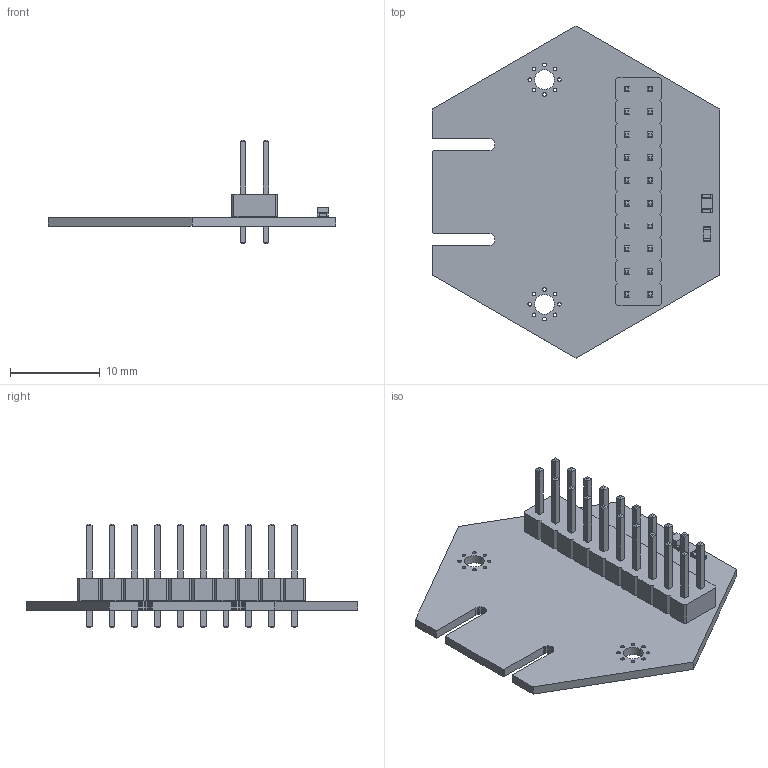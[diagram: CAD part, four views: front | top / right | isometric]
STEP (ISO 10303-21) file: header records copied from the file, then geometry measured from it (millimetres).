
FILE_DESCRIPTION(('KiCad electronic assembly'),'2;1');
FILE_NAME('hexpansion.step','2024-01-03T18:01:35',('Pcbnew'),('Kicad'), 'Open CASCADE STEP processor 7.5','KiCad to STEP converter','Unknown' );
FILE_SCHEMA(('AUTOMOTIVE_DESIGN { 1 0 10303 214 1 1 1 1 }'));
Length unit declared in the file: millimetre
Products named in the file (8): hexpansion 1; LED_0805_2012Metric; SOLID; PinHeader_2x10_P2.54mm_Vertical; R_0603_1608Metric; hexpansion PCB
Assembly tree (7 placements, depth 3):
  hexpansion 1
    LED_0805_2012Metric
      SOLID
    PinHeader_2x10_P2.54mm_Vertical
      SOLID
    R_0603_1608Metric
      SOLID
    hexpansion PCB
Bounding box: 32 x 36.95 x 11.54 mm (x, y, z)
Volume: 1242.2 mm3; surface area: 2802.7 mm2
Topology: 4 solids, 4 shells, 588 faces, 1445 edges, 906 vertices
Faces by surface type: plane 534, cylinder 54
Full cylindrical faces by diameter (mm): 0.4 x16, 1 x20, 2.2 x2
Entity records: 39712 total; most frequent: CARTESIAN_POINT 6389, DIRECTION 5543, LINE 4119, VECTOR 4119, ORIENTED_EDGE 2890, PCURVE 2890, DEFINITIONAL_REPRESENTATION 2890, EDGE_CURVE 1445
